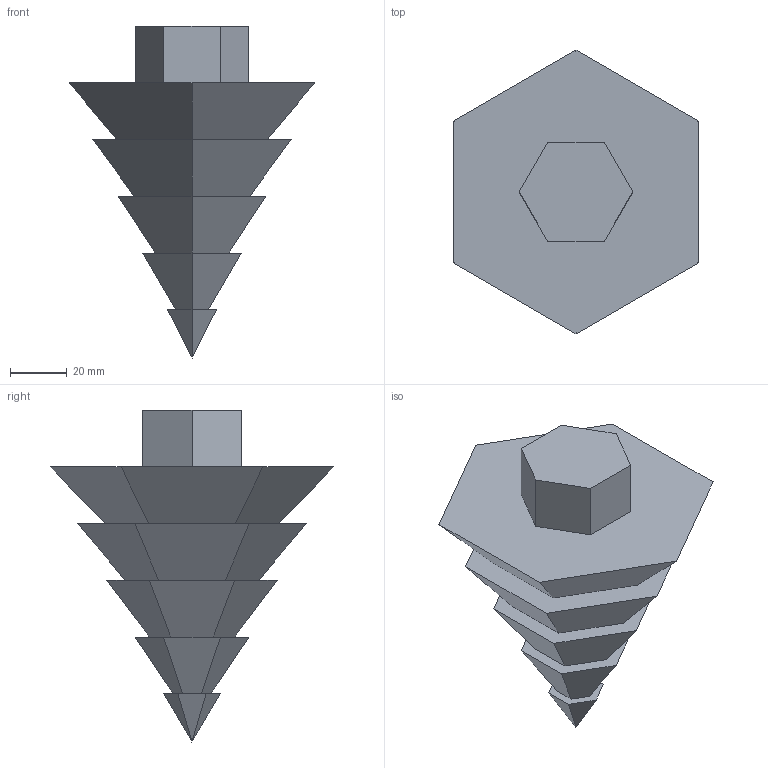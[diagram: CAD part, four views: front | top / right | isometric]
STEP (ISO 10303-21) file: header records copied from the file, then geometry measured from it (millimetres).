
FILE_DESCRIPTION (( 'STEP AP214' ), '1' );
FILE_NAME ('sapin noel.STEP', '2024-11-26T15:31:14', ( '' ), ( '' ), 'SwSTEP 2.0', 'SolidWorks 2024', '' );
FILE_SCHEMA (( 'AUTOMOTIVE_DESIGN' ));
Length unit declared in the file: millimetre
Products named in the file (1): sapin noel
Bounding box: 86.6 x 100 x 117 mm (x, y, z)
Volume: 199775.4 mm3; surface area: 28868 mm2
Topology: 1 solids, 1 shells, 42 faces, 102 edges, 67 vertices
Faces by surface type: plane 42
Entity records: 1225 total; most frequent: CARTESIAN_POINT 212, ORIENTED_EDGE 204, DIRECTION 188, LINE 102, EDGE_CURVE 102, VECTOR 102, VERTEX_POINT 67, EDGE_LOOP 47
